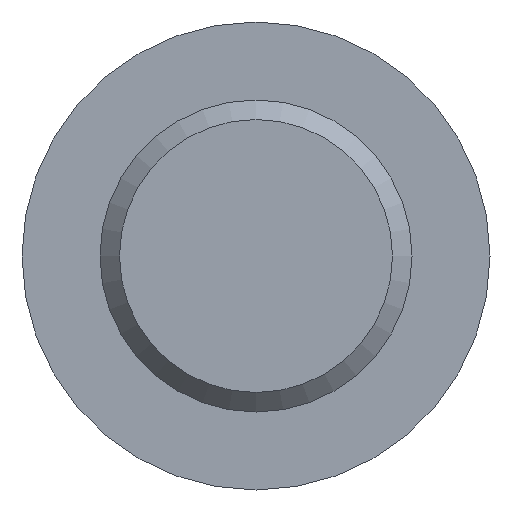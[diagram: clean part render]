
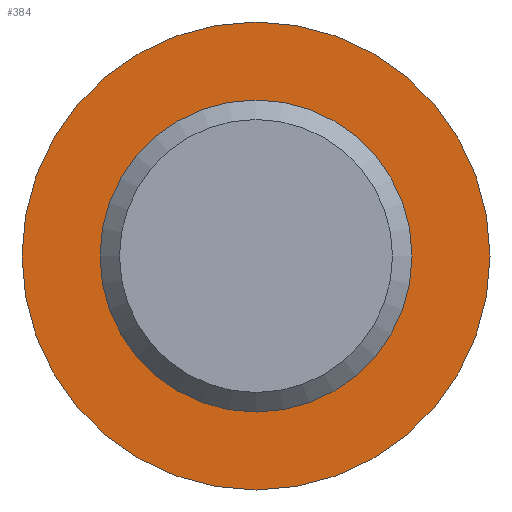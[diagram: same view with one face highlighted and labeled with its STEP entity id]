
A CAD part, front view. The second image highlights one B-rep face of the part: STEP entity #384.
In plain terms, the highlighted planar face has unit normal (0, -1, 0).
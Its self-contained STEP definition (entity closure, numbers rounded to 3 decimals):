
#3 = DIRECTION ( 'NONE',  ( 0., -1., 0. ) ) ;
#4 = DIRECTION ( 'NONE',  ( 0., 0., -1. ) ) ;
#5 = ORIENTED_EDGE ( 'NONE', *, *, #152, .F. ) ;
#17 = VERTEX_POINT ( 'NONE', #479 ) ;
#76 = AXIS2_PLACEMENT_3D ( 'NONE', #514, #3, #4 ) ;
#93 = DIRECTION ( 'NONE',  ( 0., -1., 0. ) ) ;
#115 = DIRECTION ( 'NONE',  ( 0., 0., 1. ) ) ;
#120 = FACE_OUTER_BOUND ( 'NONE', #290, .T. ) ;
#152 = EDGE_CURVE ( 'NONE', #281, #281, #492, .T. ) ;
#185 = EDGE_CURVE ( 'NONE', #17, #17, #209, .T. ) ;
#209 = CIRCLE ( 'NONE', #237, 15. ) ;
#215 = PLANE ( 'NONE',  #483 ) ;
#237 = AXIS2_PLACEMENT_3D ( 'NONE', #432, #93, #481 ) ;
#281 = VERTEX_POINT ( 'NONE', #438 ) ;
#290 = EDGE_LOOP ( 'NONE', ( #406 ) ) ;
#384 = ADVANCED_FACE ( 'NONE', ( #390, #120 ), #215, .F. ) ;
#387 = DIRECTION ( 'NONE',  ( 0., 1., 0. ) ) ;
#390 = FACE_BOUND ( 'NONE', #443, .T. ) ;
#406 = ORIENTED_EDGE ( 'NONE', *, *, #185, .T. ) ;
#432 = CARTESIAN_POINT ( 'NONE',  ( 0., 35., 0. ) ) ;
#438 = CARTESIAN_POINT ( 'NONE',  ( 0., 35., -10. ) ) ;
#443 = EDGE_LOOP ( 'NONE', ( #5 ) ) ;
#463 = CARTESIAN_POINT ( 'NONE',  ( -10., 35., 0. ) ) ;
#479 = CARTESIAN_POINT ( 'NONE',  ( 0., 35., -15. ) ) ;
#481 = DIRECTION ( 'NONE',  ( 0., 0., -1. ) ) ;
#483 = AXIS2_PLACEMENT_3D ( 'NONE', #463, #387, #115 ) ;
#492 = CIRCLE ( 'NONE', #76, 10. ) ;
#514 = CARTESIAN_POINT ( 'NONE',  ( 0., 35., 0. ) ) ;
